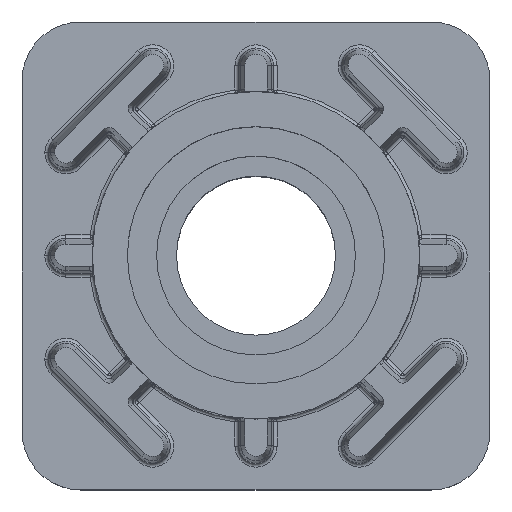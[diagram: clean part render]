
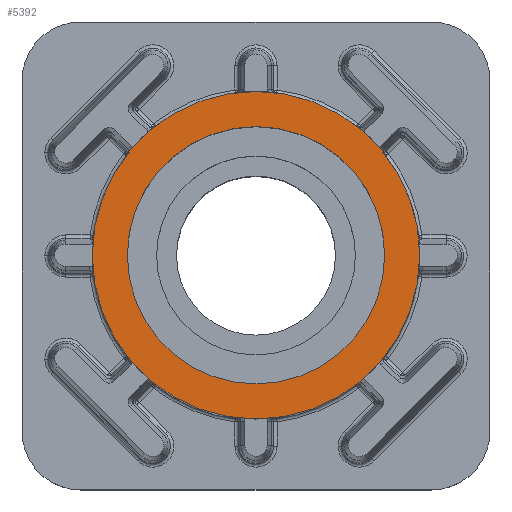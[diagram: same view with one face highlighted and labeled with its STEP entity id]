
A CAD part, top view. The second image highlights one B-rep face of the part: STEP entity #5392.
In plain terms, the highlighted planar face has unit normal (0, 0, 1).
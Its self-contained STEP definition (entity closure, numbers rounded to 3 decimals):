
#72 = DIRECTION ( 'NONE',  ( 1., 0., 0. ) ) ;
#310 = CARTESIAN_POINT ( 'NONE',  ( 0., 0., 43. ) ) ;
#786 = AXIS2_PLACEMENT_3D ( 'NONE', #9160, #5542, #72 ) ;
#1218 = VERTEX_POINT ( 'NONE', #1348 ) ;
#1245 = DIRECTION ( 'NONE',  ( 1., 0., 0. ) ) ;
#1279 = EDGE_CURVE ( 'NONE', #1218, #3495, #10923, .T. ) ;
#1348 = CARTESIAN_POINT ( 'NONE',  ( 11., 0., 43. ) ) ;
#2431 = CARTESIAN_POINT ( 'NONE',  ( 0., 0., 43. ) ) ;
#2678 = DIRECTION ( 'NONE',  ( 0., 0., 1. ) ) ;
#2736 = EDGE_CURVE ( 'NONE', #3847, #2995, #5044, .T. ) ;
#2982 = AXIS2_PLACEMENT_3D ( 'NONE', #2431, #8786, #3332 ) ;
#2995 = VERTEX_POINT ( 'NONE', #8543 ) ;
#3332 = DIRECTION ( 'NONE',  ( 1., 0., 0. ) ) ;
#3495 = VERTEX_POINT ( 'NONE', #4801 ) ;
#3717 = AXIS2_PLACEMENT_3D ( 'NONE', #310, #6697, #1245 ) ;
#3776 = ORIENTED_EDGE ( 'NONE', *, *, #8197, .F. ) ;
#3847 = VERTEX_POINT ( 'NONE', #11793 ) ;
#4779 = EDGE_LOOP ( 'NONE', ( #3776, #11420 ) ) ;
#4801 = CARTESIAN_POINT ( 'NONE',  ( -11., 0., 43. ) ) ;
#4894 = CARTESIAN_POINT ( 'NONE',  ( 0., 0., 43. ) ) ;
#5044 = CIRCLE ( 'NONE', #8016, 14. ) ;
#5340 = CIRCLE ( 'NONE', #6804, 14. ) ;
#5392 = ADVANCED_FACE ( 'NONE', ( #8387, #5681 ), #8244, .T. ) ;
#5542 = DIRECTION ( 'NONE',  ( 0., 0., 1. ) ) ;
#5681 = FACE_OUTER_BOUND ( 'NONE', #11374, .T. ) ;
#5810 = DIRECTION ( 'NONE',  ( 1., 0., 0. ) ) ;
#6222 = ORIENTED_EDGE ( 'NONE', *, *, #10263, .T. ) ;
#6697 = DIRECTION ( 'NONE',  ( 0., 0., 1. ) ) ;
#6804 = AXIS2_PLACEMENT_3D ( 'NONE', #4894, #11307, #5810 ) ;
#7218 = CIRCLE ( 'NONE', #3717, 11. ) ;
#7332 = ORIENTED_EDGE ( 'NONE', *, *, #2736, .T. ) ;
#8016 = AXIS2_PLACEMENT_3D ( 'NONE', #8103, #2678, #9019 ) ;
#8103 = CARTESIAN_POINT ( 'NONE',  ( 0., 0., 43. ) ) ;
#8197 = EDGE_CURVE ( 'NONE', #3495, #1218, #7218, .T. ) ;
#8244 = PLANE ( 'NONE',  #786 ) ;
#8387 = FACE_BOUND ( 'NONE', #4779, .T. ) ;
#8543 = CARTESIAN_POINT ( 'NONE',  ( 14., 0., 43. ) ) ;
#8786 = DIRECTION ( 'NONE',  ( 0., 0., 1. ) ) ;
#9019 = DIRECTION ( 'NONE',  ( 1., 0., 0. ) ) ;
#9160 = CARTESIAN_POINT ( 'NONE',  ( 0., 0., 43. ) ) ;
#10263 = EDGE_CURVE ( 'NONE', #2995, #3847, #5340, .T. ) ;
#10923 = CIRCLE ( 'NONE', #2982, 11. ) ;
#11307 = DIRECTION ( 'NONE',  ( 0., 0., 1. ) ) ;
#11374 = EDGE_LOOP ( 'NONE', ( #7332, #6222 ) ) ;
#11420 = ORIENTED_EDGE ( 'NONE', *, *, #1279, .F. ) ;
#11793 = CARTESIAN_POINT ( 'NONE',  ( -14., 0., 43. ) ) ;
